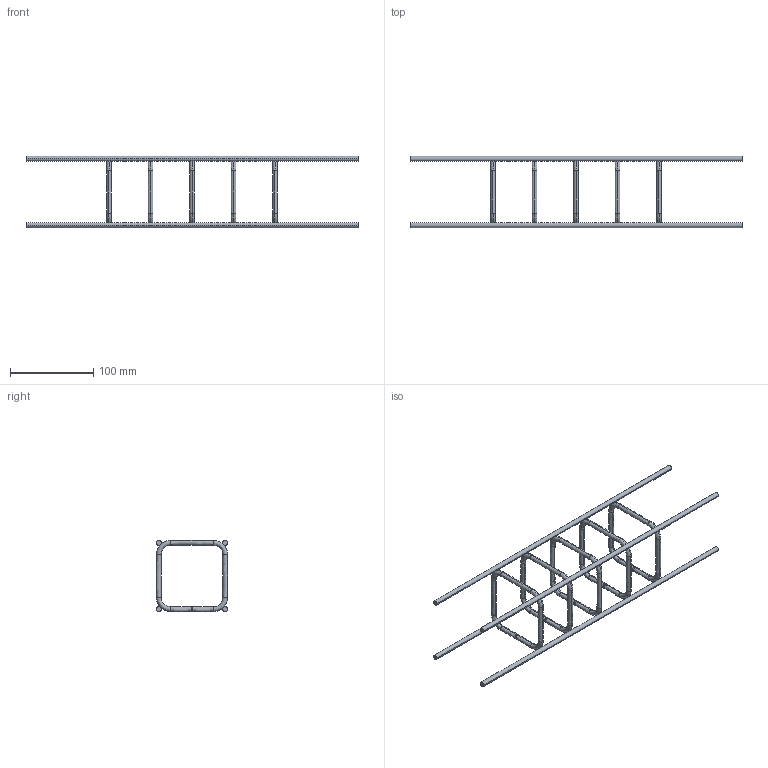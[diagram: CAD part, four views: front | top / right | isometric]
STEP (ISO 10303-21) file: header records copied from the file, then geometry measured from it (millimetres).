
FILE_DESCRIPTION(('CATIA V5 STEP','CAx-IF Rec.Pracs.--- Model Styling and Organization---1.4--- 2014-01-23','CAx-IF Rec.Pracs.--- Geometric and Assembly Validation Properties ---4.2---2014-10-09'),'2;1');
FILE_NAME('TEST_SCHWEISSKONSTRUKTION.stp','2021-03-11T07:49:19+00:00',('OpenDXM CA5 STEP'),('Dr. Ing. h.c. F. Porsche AG'),'CATIA Version 5-6 Release 2018 SP3 HF27','CATIA V5 STEP AP214','geheim');
FILE_SCHEMA(('AUTOMOTIVE_DESIGN { 1 0 10303 214 1 1 1 1 }'));
Length unit declared in the file: millimetre
Products named in the file (1): Test_Schweisskonstruktion
Bounding box: 400 x 86 x 86 mm (x, y, z)
Volume: 86679.5 mm3; surface area: 58295.2 mm2
Topology: 1 solids, 1 shells, 116 faces, 294 edges, 176 vertices
Faces by surface type: bspline 90, plane 18, cylinder 8
Entity records: 6624 total; most frequent: CARTESIAN_POINT 4953, ORIENTED_EDGE 588, EDGE_CURVE 294, VERTEX_POINT 176, EDGE_LOOP 136, ADVANCED_FACE 116, FACE_OUTER_BOUND 116, B_SPLINE_CURVE_WITH_KNOTS 60
